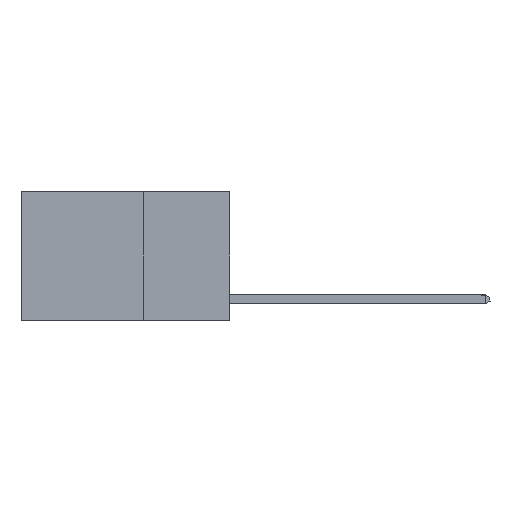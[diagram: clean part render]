
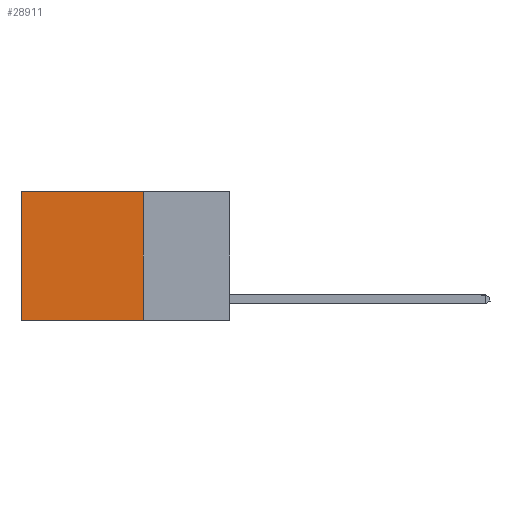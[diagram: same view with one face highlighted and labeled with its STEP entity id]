
A CAD part, left-side view. The second image highlights one B-rep face of the part: STEP entity #28911.
In plain terms, the highlighted planar face has unit normal (-1, 0, 0).
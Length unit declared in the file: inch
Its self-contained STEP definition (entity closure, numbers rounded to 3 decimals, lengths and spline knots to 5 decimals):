
#77 = LINE ( 'NONE', #25560, #24173 ) ;
#161 = DIRECTION ( 'NONE',  ( 1., 0., 0. ) ) ;
#2536 = CARTESIAN_POINT ( 'NONE',  ( 0.2625, 0.25, -0.37 ) ) ;
#2877 = CARTESIAN_POINT ( 'NONE',  ( 0.2625, 0.25, 0. ) ) ;
#3672 = VECTOR ( 'NONE', #21168, 39.37008 ) ;
#4549 = FACE_OUTER_BOUND ( 'NONE', #13854, .T. ) ;
#4641 = ORIENTED_EDGE ( 'NONE', *, *, #28393, .T. ) ;
#5175 = CARTESIAN_POINT ( 'NONE',  ( 0.2625, 0.6, -0.37 ) ) ;
#5779 = EDGE_CURVE ( 'NONE', #8044, #12223, #77, .T. ) ;
#6063 = VECTOR ( 'NONE', #28499, 39.37008 ) ;
#7139 = CARTESIAN_POINT ( 'NONE',  ( 0.2625, 0.25, 0. ) ) ;
#8044 = VERTEX_POINT ( 'NONE', #26833 ) ;
#9912 = CARTESIAN_POINT ( 'NONE',  ( 0.2625, 0.6, 0. ) ) ;
#10223 = AXIS2_PLACEMENT_3D ( 'NONE', #7139, #161, #16473 ) ;
#12223 = VERTEX_POINT ( 'NONE', #12334 ) ;
#12241 = DIRECTION ( 'NONE',  ( 0., 0., -1. ) ) ;
#12334 = CARTESIAN_POINT ( 'NONE',  ( 0.2625, 0.6, 0. ) ) ;
#13854 = EDGE_LOOP ( 'NONE', ( #4641, #28360, #22487, #20771 ) ) ;
#14869 = CARTESIAN_POINT ( 'NONE',  ( 0.2625, 0.25, -0.37 ) ) ;
#15542 = VECTOR ( 'NONE', #12241, 39.37008 ) ;
#16473 = DIRECTION ( 'NONE',  ( 0., 0., -1. ) ) ;
#19259 = VERTEX_POINT ( 'NONE', #5175 ) ;
#19885 = LINE ( 'NONE', #9912, #6063 ) ;
#19897 = EDGE_CURVE ( 'NONE', #8044, #19995, #27929, .T. ) ;
#19995 = VERTEX_POINT ( 'NONE', #14869 ) ;
#20771 = ORIENTED_EDGE ( 'NONE', *, *, #5779, .T. ) ;
#20972 = DIRECTION ( 'NONE',  ( 0., 1., 0. ) ) ;
#21168 = DIRECTION ( 'NONE',  ( 0., 1., 0. ) ) ;
#22262 = LINE ( 'NONE', #2536, #3672 ) ;
#22487 = ORIENTED_EDGE ( 'NONE', *, *, #19897, .F. ) ;
#24015 = EDGE_CURVE ( 'NONE', #19995, #19259, #22262, .T. ) ;
#24173 = VECTOR ( 'NONE', #20972, 39.37008 ) ;
#25560 = CARTESIAN_POINT ( 'NONE',  ( 0.2625, 0.25, 0. ) ) ;
#25764 = PLANE ( 'NONE',  #10223 ) ;
#26833 = CARTESIAN_POINT ( 'NONE',  ( 0.2625, 0.25, 0. ) ) ;
#27929 = LINE ( 'NONE', #2877, #15542 ) ;
#28360 = ORIENTED_EDGE ( 'NONE', *, *, #24015, .F. ) ;
#28393 = EDGE_CURVE ( 'NONE', #12223, #19259, #19885, .T. ) ;
#28499 = DIRECTION ( 'NONE',  ( 0., 0., -1. ) ) ;
#28911 = ADVANCED_FACE ( 'NONE', ( #4549 ), #25764, .F. ) ;
